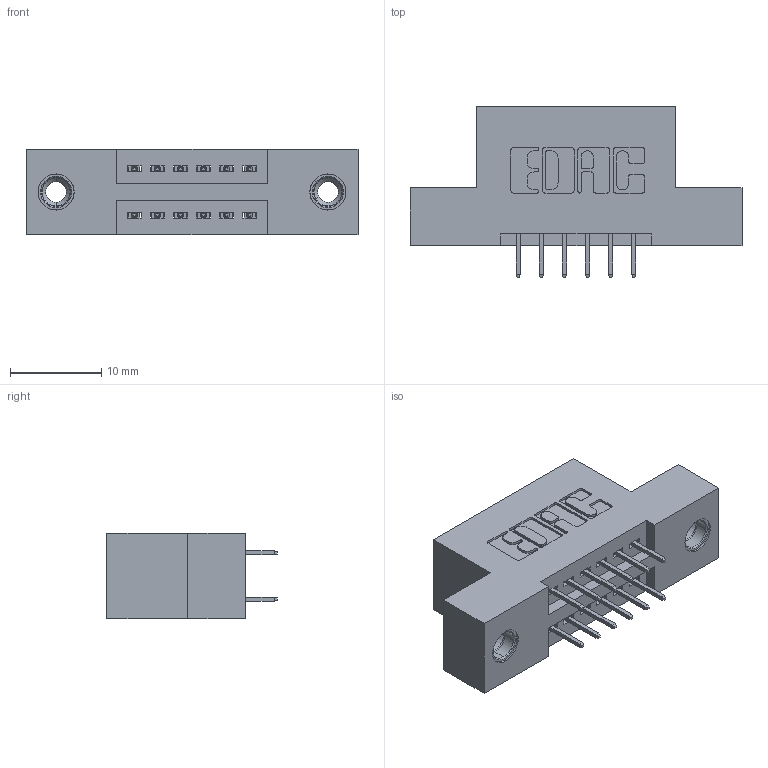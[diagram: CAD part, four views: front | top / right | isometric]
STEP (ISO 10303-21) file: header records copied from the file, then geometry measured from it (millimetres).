
FILE_DESCRIPTION (( 'STEP AP203' ), '1' );
FILE_NAME ('345-012-525-208.STEP', '2020-09-19T00:34:30', ( '' ), ( '' ), 'SwSTEP 2.0', 'SolidWorks 2020', '' );
FILE_SCHEMA (( 'CONFIG_CONTROL_DESIGN' ));
Length unit declared in the file: inch
Products named in the file (4): 345-012-525-208; 345-250-001_345-250-003-102; 345-292-001_345-293-125; 345 Part_Flush Mounting Lugs - 0.156 Dia-TI
Assembly tree (15 placements, depth 2):
  345-012-525-208
    345 Part_Flush Mounting Lugs - 0.156 Dia-TI
    345-292-001_345-293-125  x12
    345-250-001_345-250-003-102  x2
Bounding box: 36.45 x 18.72 x 9.4 mm (x, y, z)
Volume: 3180.3 mm3; surface area: 3957.6 mm2
Topology: 15 solids, 15 shells, 834 faces, 2313 edges, 1486 vertices
Faces by surface type: plane 580, cylinder 238, cone 12, torus 4
Entity records: 10814 total; most frequent: CARTESIAN_POINT 1827, ORIENTED_EDGE 1754, DIRECTION 1683, EDGE_CURVE 877, LINE 705, VECTOR 705, VERTEX_POINT 576, AXIS2_PLACEMENT_3D 489
